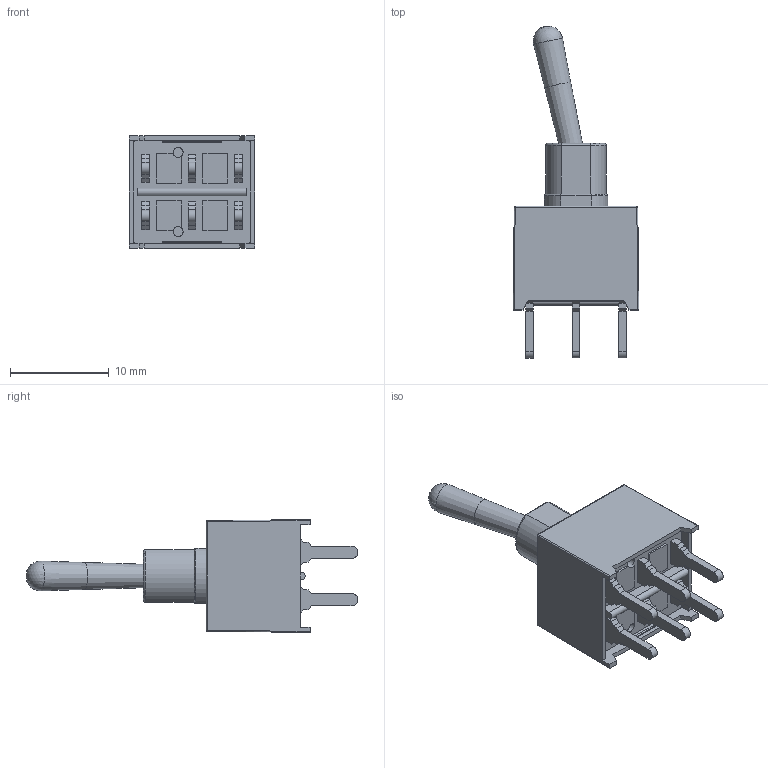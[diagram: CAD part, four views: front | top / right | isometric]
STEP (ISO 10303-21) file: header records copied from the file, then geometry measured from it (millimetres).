
FILE_DESCRIPTION (( 'STEP AP214' ), '1' );
FILE_NAME ('1AD242.STEP', '2016-04-15T06:52:51', ( 'user' ), ( 'Hewlett-Packard Company' ), 'SwSTEP 2.0', 'SolidWorks 2015', '' );
FILE_SCHEMA (( 'AUTOMOTIVE_DESIGN' ));
Length unit declared in the file: millimetre
Products named in the file (7): WTE037; WTE036; CA012; 1AD242; TO005; TO006; WHO073
Assembly tree (10 placements, depth 2):
  1AD242
    CA012
    WTE036  x4
    WTE037  x2
    WHO073
    TO006
    TO005
Bounding box: 12.7 x 33.57 x 11.4 mm (x, y, z)
Volume: 935.6 mm3; surface area: 2836.1 mm2
Topology: 10 solids, 10 shells, 332 faces, 868 edges, 565 vertices
Faces by surface type: plane 236, cylinder 71, cone 10, torus 8, sphere 7
Full cylindrical faces by diameter (mm): 1 x2, 1.6 x2, 2.1 x2, 3.2 x1
Entity records: 7389 total; most frequent: CARTESIAN_POINT 1387, ORIENTED_EDGE 1152, DIRECTION 1144, EDGE_CURVE 576, LINE 454, VECTOR 454, VERTEX_POINT 384, AXIS2_PLACEMENT_3D 345
